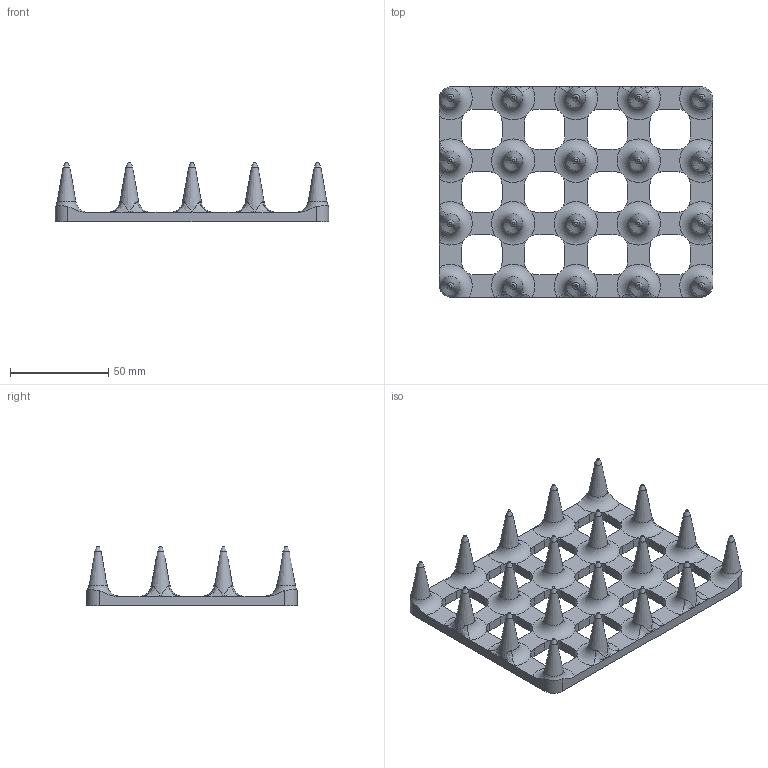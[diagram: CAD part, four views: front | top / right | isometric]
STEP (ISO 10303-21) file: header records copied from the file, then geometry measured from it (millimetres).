
FILE_DESCRIPTION(/* description */ ('','CAx-IF Rec.Pracs.---Representation and Presentation of Product Manufacturing Information (PMI)---4.0---2014-10-13'),/* implementation_level */ '2;1');
FILE_NAME(/* name */ 'Seedling Tray for 1020 Flat v9 (DIBBER).step',/* time_stamp */ '2025-01-19T20:31:45-08:00',/* author */ (''),/* organization */ (''),/* preprocessor_version */ 'ST-DEVELOPER v20',/* originating_system */ 'Autodesk Translation Framework v13.20.0.188',/* authorisation */ '');
FILE_SCHEMA (('AP242_MANAGED_MODEL_BASED_3D_ENGINEERING_MIM_LF { 1 0 10303 442 1 1 4 }'));
Length unit declared in the file: inch
Products named in the file (2): Seedling Tray for 1020 Flat; Dibbler
Assembly tree (1 placements, depth 2):
  Seedling Tray for 1020 Flat
    Dibbler
Bounding box: 139.19 x 107.25 x 30.23 mm (x, y, z)
Volume: 75208 mm3; surface area: 35367.3 mm2
Topology: 1 solids, 1 shells, 236 faces, 706 edges, 440 vertices
Faces by surface type: plane 104, cylinder 52, cone 40, torus 20, bspline 20
Entity records: 9659 total; most frequent: CARTESIAN_POINT 3265, ORIENTED_EDGE 1372, DIRECTION 1368, EDGE_CURVE 686, AXIS2_PLACEMENT_3D 545, VERTEX_POINT 440, CIRCLE 326, LINE 278
